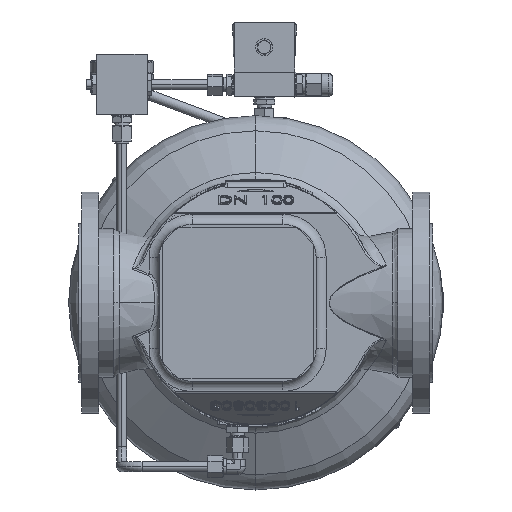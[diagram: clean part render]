
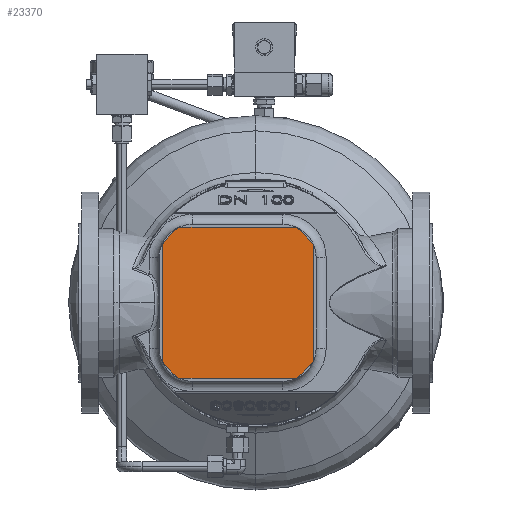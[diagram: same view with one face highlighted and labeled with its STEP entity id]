
A CAD part, front view. The second image highlights one B-rep face of the part: STEP entity #23370.
In plain terms, the highlighted planar face has unit normal (0, -1, 0).
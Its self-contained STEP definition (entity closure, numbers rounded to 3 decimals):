
#2366 = CARTESIAN_POINT ( 'NONE',  ( 40.31, -88.5, 75. ) ) ;
#2701 = CARTESIAN_POINT ( 'NONE',  ( 57., -88.5, -58.31 ) ) ;
#3762 = VERTEX_POINT ( 'NONE', #74041 ) ;
#4131 = VERTEX_POINT ( 'NONE', #23294 ) ;
#5321 = EDGE_CURVE ( 'Defeature ausgef�hrt1_292+Defeature ausgef�hrt1_297+Defeature ausgef�hrt1_298+Defeature ausgef�hrt1_296', #7489, #46127, #35243, .T. ) ;
#6454 = CARTESIAN_POINT ( 'NONE',  ( 57., -88.5, -58.31 ) ) ;
#7471 = CARTESIAN_POINT ( 'NONE',  ( 40.31, -88.5, 75. ) ) ;
#7489 = VERTEX_POINT ( 'NONE', #2701 ) ;
#11184 = ORIENTED_EDGE ( 'NONE', *, *, #25883, .T. ) ;
#12623 = VERTEX_POINT ( 'NONE', #33400 ) ;
#14080 = CIRCLE ( 'NONE', #55613, 95. ) ;
#14502 = VECTOR ( 'NONE', #21618, 1000. ) ;
#16216 = LINE ( 'NONE', #70362, #34859 ) ;
#16598 = VECTOR ( 'NONE', #76862, 1000. ) ;
#16687 = ORIENTED_EDGE ( 'NONE', *, *, #85503, .T. ) ;
#17158 = CIRCLE ( 'NONE', #67885, 95. ) ;
#18467 = DIRECTION ( 'NONE',  ( 0., -1., 0. ) ) ;
#19143 = VERTEX_POINT ( 'NONE', #2366 ) ;
#20815 = CARTESIAN_POINT ( 'NONE',  ( -18., -88.5, 0. ) ) ;
#21618 = DIRECTION ( 'NONE',  ( -1., 0., 0. ) ) ;
#22461 = ORIENTED_EDGE ( 'NONE', *, *, #88494, .T. ) ;
#22868 = ORIENTED_EDGE ( 'NONE', *, *, #32383, .T. ) ;
#23294 = CARTESIAN_POINT ( 'NONE',  ( -93., -88.5, 58.31 ) ) ;
#23370 = ADVANCED_FACE ( 'Defeature ausgef�hrt1_292', ( #25356 ), #64610, .T. ) ;
#25356 = FACE_OUTER_BOUND ( 'NONE', #88020, .T. ) ;
#25883 = EDGE_CURVE ( 'Defeature ausgef�hrt1_292+Defeature ausgef�hrt1_296+Defeature ausgef�hrt1_297+Defeature ausgef�hrt1_295', #46127, #19143, #14080, .T. ) ;
#26545 = DIRECTION ( 'NONE',  ( 0., -1., 0. ) ) ;
#27834 = DIRECTION ( 'NONE',  ( -1., 0., 0. ) ) ;
#28832 = CIRCLE ( 'NONE', #81743, 95. ) ;
#31304 = CARTESIAN_POINT ( 'NONE',  ( -93., -88.5, -58.31 ) ) ;
#32383 = EDGE_CURVE ( 'Defeature ausgef�hrt1_292+Defeature ausgef�hrt1_294+Defeature ausgef�hrt1_295+Defeature ausgef�hrt1_293', #47303, #4131, #45740, .T. ) ;
#33400 = CARTESIAN_POINT ( 'NONE',  ( -76.31, -88.5, -75. ) ) ;
#34353 = CARTESIAN_POINT ( 'NONE',  ( -18., -88.5, 0. ) ) ;
#34859 = VECTOR ( 'NONE', #90820, 1000. ) ;
#35243 = LINE ( 'NONE', #6454, #16598 ) ;
#36796 = ORIENTED_EDGE ( 'NONE', *, *, #43007, .T. ) ;
#38639 = VECTOR ( 'NONE', #39452, 1000. ) ;
#39452 = DIRECTION ( 'NONE',  ( 0., 0., -1. ) ) ;
#40424 = CARTESIAN_POINT ( 'NONE',  ( 57., -88.5, 58.31 ) ) ;
#41446 = DIRECTION ( 'NONE',  ( -1., 0., 0. ) ) ;
#43007 = EDGE_CURVE ( 'Defeature ausgef�hrt1_292+Defeature ausgef�hrt1_298+Defeature ausgef�hrt1_299+Defeature ausgef�hrt1_297', #3762, #7489, #17158, .T. ) ;
#43180 = CARTESIAN_POINT ( 'NONE',  ( -76.31, -88.5, 75. ) ) ;
#45527 = VERTEX_POINT ( 'NONE', #31304 ) ;
#45740 = CIRCLE ( 'NONE', #81047, 95. ) ;
#46127 = VERTEX_POINT ( 'NONE', #40424 ) ;
#47303 = VERTEX_POINT ( 'NONE', #43180 ) ;
#50470 = DIRECTION ( 'NONE',  ( 0., -1., 0. ) ) ;
#51901 = LINE ( 'NONE', #7471, #14502 ) ;
#52926 = EDGE_CURVE ( 'Defeature ausgef�hrt1_292+Defeature ausgef�hrt1_293+Defeature ausgef�hrt1_294+Defeature ausgef�hrt1_300', #4131, #45527, #76007, .T. ) ;
#55613 = AXIS2_PLACEMENT_3D ( 'NONE', #20815, #69962, #27834 ) ;
#57495 = CARTESIAN_POINT ( 'NONE',  ( -18., -88.5, 0. ) ) ;
#60318 = CARTESIAN_POINT ( 'NONE',  ( -93., -88.5, -58.31 ) ) ;
#60550 = CARTESIAN_POINT ( 'NONE',  ( -18., -88.5, 0. ) ) ;
#64610 = PLANE ( 'NONE',  #87992 ) ;
#67619 = DIRECTION ( 'NONE',  ( -1., 0., 0. ) ) ;
#67885 = AXIS2_PLACEMENT_3D ( 'NONE', #68660, #26545, #75749 ) ;
#68660 = CARTESIAN_POINT ( 'NONE',  ( -18., -88.5, 0. ) ) ;
#69962 = DIRECTION ( 'NONE',  ( 0., -1., 0. ) ) ;
#70043 = EDGE_CURVE ( 'Defeature ausgef�hrt1_292+Defeature ausgef�hrt1_295+Defeature ausgef�hrt1_296+Defeature ausgef�hrt1_294', #19143, #47303, #51901, .T. ) ;
#70362 = CARTESIAN_POINT ( 'NONE',  ( 40.31, -88.5, -75. ) ) ;
#71667 = DIRECTION ( 'NONE',  ( -1., 0., 0. ) ) ;
#74041 = CARTESIAN_POINT ( 'NONE',  ( 40.31, -88.5, -75. ) ) ;
#75749 = DIRECTION ( 'NONE',  ( -1., 0., 0. ) ) ;
#76007 = LINE ( 'NONE', #60318, #38639 ) ;
#76862 = DIRECTION ( 'NONE',  ( 0., 0., 1. ) ) ;
#80614 = ORIENTED_EDGE ( 'NONE', *, *, #70043, .T. ) ;
#81047 = AXIS2_PLACEMENT_3D ( 'NONE', #34353, #83586, #41446 ) ;
#81743 = AXIS2_PLACEMENT_3D ( 'NONE', #60550, #18467, #67619 ) ;
#83586 = DIRECTION ( 'NONE',  ( 0., -1., 0. ) ) ;
#85503 = EDGE_CURVE ( 'Defeature ausgef�hrt1_292+Defeature ausgef�hrt1_299+Defeature ausgef�hrt1_300+Defeature ausgef�hrt1_298', #12623, #3762, #16216, .T. ) ;
#86244 = ORIENTED_EDGE ( 'NONE', *, *, #52926, .T. ) ;
#87992 = AXIS2_PLACEMENT_3D ( 'NONE', #57495, #50470, #71667 ) ;
#88020 = EDGE_LOOP ( 'NONE', ( #22461, #16687, #36796, #89055, #11184, #80614, #22868, #86244 ) ) ;
#88494 = EDGE_CURVE ( 'Defeature ausgef�hrt1_292+Defeature ausgef�hrt1_300+Defeature ausgef�hrt1_293+Defeature ausgef�hrt1_299', #45527, #12623, #28832, .T. ) ;
#89055 = ORIENTED_EDGE ( 'NONE', *, *, #5321, .T. ) ;
#90820 = DIRECTION ( 'NONE',  ( 1., 0., 0. ) ) ;
